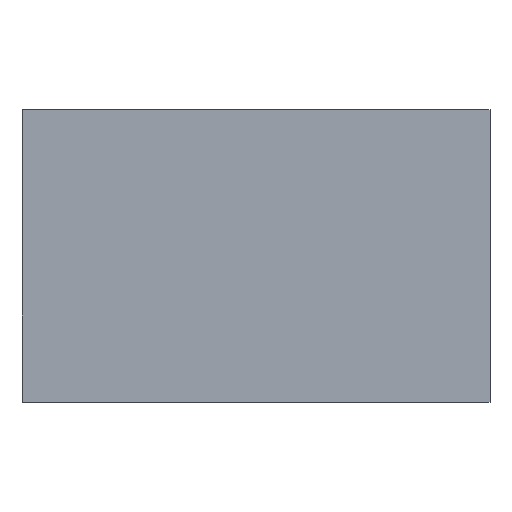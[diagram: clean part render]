
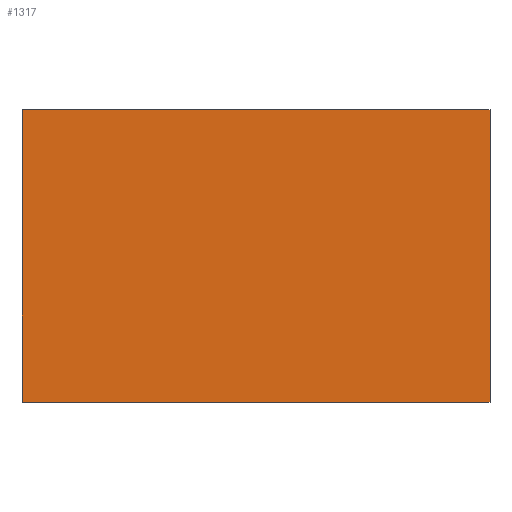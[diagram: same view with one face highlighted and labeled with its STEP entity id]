
A CAD part, top view. The second image highlights one B-rep face of the part: STEP entity #1317.
In plain terms, the highlighted planar face has unit normal (0, 0, 1).
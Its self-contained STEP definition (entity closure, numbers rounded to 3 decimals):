
#191=FACE_OUTER_BOUND('',#266,.T.);
#266=EDGE_LOOP('',(#1204,#1205,#1206,#1207));
#386=LINE('',#2465,#511);
#388=LINE('',#2469,#513);
#390=LINE('',#2473,#515);
#392=LINE('',#2476,#517);
#511=VECTOR('',#1563,10.);
#513=VECTOR('',#1567,10.);
#515=VECTOR('',#1571,10.);
#517=VECTOR('',#1575,10.);
#640=VERTEX_POINT('',#2462);
#641=VERTEX_POINT('',#2464);
#642=VERTEX_POINT('',#2468);
#643=VERTEX_POINT('',#2472);
#826=EDGE_CURVE('',#640,#641,#386,.T.);
#828=EDGE_CURVE('',#641,#642,#388,.T.);
#830=EDGE_CURVE('',#642,#643,#390,.T.);
#832=EDGE_CURVE('',#643,#640,#392,.T.);
#1204=ORIENTED_EDGE('',*,*,#826,.F.);
#1205=ORIENTED_EDGE('',*,*,#832,.F.);
#1206=ORIENTED_EDGE('',*,*,#830,.F.);
#1207=ORIENTED_EDGE('',*,*,#828,.F.);
#1247=PLANE('',#1375);
#1317=ADVANCED_FACE('',(#191),#1247,.T.);
#1375=AXIS2_PLACEMENT_3D('',#2477,#1576,#1577);
#1563=DIRECTION('',(0.,-1.,0.));
#1567=DIRECTION('',(-1.,0.,0.));
#1571=DIRECTION('',(0.,1.,0.));
#1575=DIRECTION('',(1.,0.,0.));
#1576=DIRECTION('center_axis',(0.,0.,1.));
#1577=DIRECTION('ref_axis',(1.,0.,0.));
#2462=CARTESIAN_POINT('',(1.,0.625,0.5));
#2464=CARTESIAN_POINT('',(1.,-0.625,0.5));
#2465=CARTESIAN_POINT('',(1.,0.625,0.5));
#2468=CARTESIAN_POINT('',(-1.,-0.625,0.5));
#2469=CARTESIAN_POINT('',(1.,-0.625,0.5));
#2472=CARTESIAN_POINT('',(-1.,0.625,0.5));
#2473=CARTESIAN_POINT('',(-1.,-0.625,0.5));
#2476=CARTESIAN_POINT('',(-1.,0.625,0.5));
#2477=CARTESIAN_POINT('Origin',(0.,0.,0.5));
